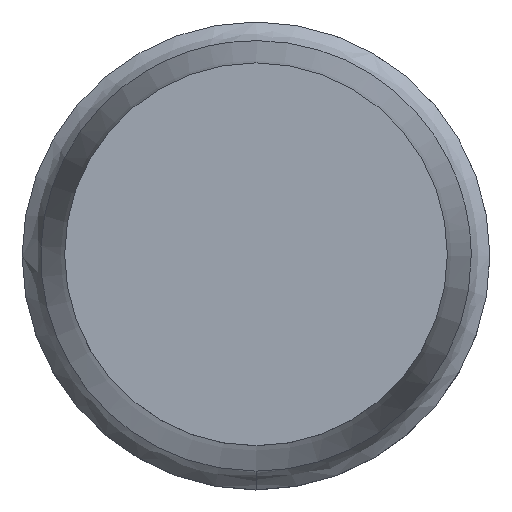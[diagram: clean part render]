
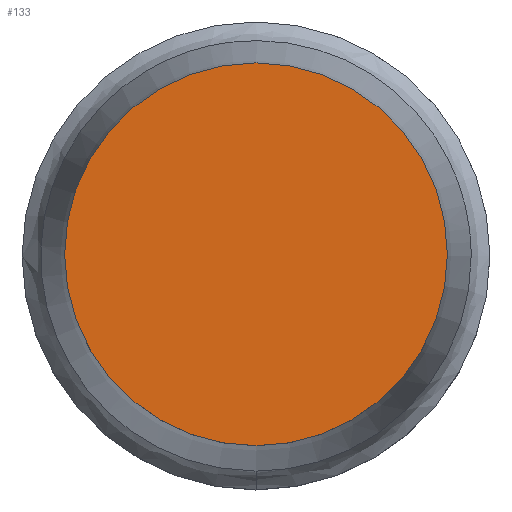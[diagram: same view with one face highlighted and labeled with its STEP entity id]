
A CAD part, top view. The second image highlights one B-rep face of the part: STEP entity #133.
In plain terms, the highlighted planar face has unit normal (0, 0, 1).
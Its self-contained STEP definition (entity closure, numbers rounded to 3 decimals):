
#16=PLANE('',#163);
#33=FACE_OUTER_BOUND('',#42,.T.);
#42=EDGE_LOOP('',(#109));
#55=CIRCLE('',#164,22.5);
#71=VERTEX_POINT('',#448);
#86=EDGE_CURVE('',#71,#71,#55,.T.);
#109=ORIENTED_EDGE('',*,*,#86,.F.);
#133=ADVANCED_FACE('',(#33),#16,.T.);
#163=AXIS2_PLACEMENT_3D('',#447,#196,#197);
#164=AXIS2_PLACEMENT_3D('',#449,#198,#199);
#196=DIRECTION('center_axis',(0.,0.,1.));
#197=DIRECTION('ref_axis',(1.,0.,0.));
#198=DIRECTION('center_axis',(0.,0.,-1.));
#199=DIRECTION('ref_axis',(1.,0.,0.));
#447=CARTESIAN_POINT('Origin',(0.,22.5,120.));
#448=CARTESIAN_POINT('',(0.,-22.5,120.));
#449=CARTESIAN_POINT('Origin',(0.,0.,120.));
